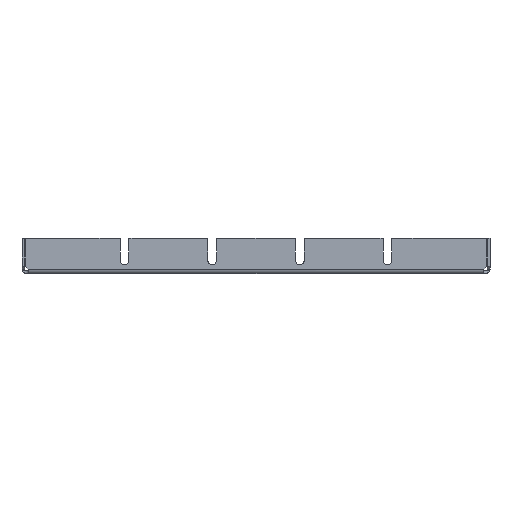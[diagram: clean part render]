
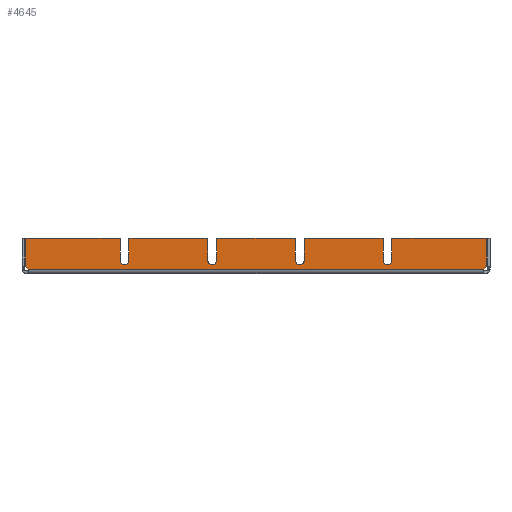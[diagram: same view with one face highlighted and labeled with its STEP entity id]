
A CAD part, left-side view. The second image highlights one B-rep face of the part: STEP entity #4645.
In plain terms, the highlighted planar face has unit normal (-1, 0, 0).
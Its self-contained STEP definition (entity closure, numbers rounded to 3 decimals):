
#14=DIRECTION('',(0.,-1.,0.));
#15=VECTOR('',#14,4.5);
#16=CARTESIAN_POINT('',(-13.355,2.25,0.));
#17=LINE('',#16,#15);
#22=DIRECTION('',(0.,-1.,0.));
#23=VECTOR('',#22,4.5);
#24=CARTESIAN_POINT('',(-13.355,7.25,0.));
#25=LINE('',#24,#23);
#46=DIRECTION('',(0.,-1.,0.));
#47=VECTOR('',#46,4.5);
#48=CARTESIAN_POINT('',(-13.355,-2.75,0.));
#49=LINE('',#48,#47);
#206=DIRECTION('',(0.,-1.,0.));
#207=VECTOR('',#206,5.42);
#208=CARTESIAN_POINT('',(-13.355,13.17,0.));
#209=LINE('',#208,#207);
#278=DIRECTION('',(0.,-1.,0.));
#279=VECTOR('',#278,5.42);
#280=CARTESIAN_POINT('',(-13.355,-7.75,0.));
#281=LINE('',#280,#279);
#330=DIRECTION('',(0.,0.,-1.));
#331=VECTOR('',#330,1.585);
#332=CARTESIAN_POINT('',(-13.355,13.17,0.));
#333=LINE('',#332,#331);
#334=DIRECTION('',(0.,0.,-1.));
#335=VECTOR('',#334,1.25);
#336=CARTESIAN_POINT('',(-13.355,7.75,0.));
#337=LINE('',#336,#335);
#338=CARTESIAN_POINT('',(-13.355,7.5,-1.25));
#339=DIRECTION('',(-1.,0.,0.));
#340=DIRECTION('',(0.,1.,0.));
#341=AXIS2_PLACEMENT_3D('',#338,#339,#340);
#343=DIRECTION('',(0.,0.,-1.));
#344=VECTOR('',#343,1.25);
#345=CARTESIAN_POINT('',(-13.355,7.25,0.));
#346=LINE('',#345,#344);
#347=DIRECTION('',(0.,0.,-1.));
#348=VECTOR('',#347,1.25);
#349=CARTESIAN_POINT('',(-13.355,2.75,0.));
#350=LINE('',#349,#348);
#351=CARTESIAN_POINT('',(-13.355,2.5,-1.25));
#352=DIRECTION('',(-1.,0.,0.));
#353=DIRECTION('',(0.,1.,0.));
#354=AXIS2_PLACEMENT_3D('',#351,#352,#353);
#356=DIRECTION('',(0.,0.,-1.));
#357=VECTOR('',#356,1.25);
#358=CARTESIAN_POINT('',(-13.355,2.25,0.));
#359=LINE('',#358,#357);
#360=DIRECTION('',(0.,0.,-1.));
#361=VECTOR('',#360,1.25);
#362=CARTESIAN_POINT('',(-13.355,-2.25,0.));
#363=LINE('',#362,#361);
#364=CARTESIAN_POINT('',(-13.355,-2.5,-1.25));
#365=DIRECTION('',(-1.,0.,0.));
#366=DIRECTION('',(0.,1.,0.));
#367=AXIS2_PLACEMENT_3D('',#364,#365,#366);
#369=DIRECTION('',(0.,0.,-1.));
#370=VECTOR('',#369,1.25);
#371=CARTESIAN_POINT('',(-13.355,-2.75,0.));
#372=LINE('',#371,#370);
#373=DIRECTION('',(0.,0.,-1.));
#374=VECTOR('',#373,1.25);
#375=CARTESIAN_POINT('',(-13.355,-7.25,0.));
#376=LINE('',#375,#374);
#377=CARTESIAN_POINT('',(-13.355,-7.5,-1.25));
#378=DIRECTION('',(-1.,0.,0.));
#379=DIRECTION('',(0.,1.,0.));
#380=AXIS2_PLACEMENT_3D('',#377,#378,#379);
#382=DIRECTION('',(0.,0.,-1.));
#383=VECTOR('',#382,1.25);
#384=CARTESIAN_POINT('',(-13.355,-7.75,0.));
#385=LINE('',#384,#383);
#386=DIRECTION('',(0.,0.,-1.));
#387=VECTOR('',#386,1.585);
#388=CARTESIAN_POINT('',(-13.355,-13.17,0.));
#389=LINE('',#388,#387);
#398=DIRECTION('',(0.,-0.707,-0.707));
#399=VECTOR('',#398,0.233);
#400=CARTESIAN_POINT('',(-13.355,13.17,-1.585));
#401=LINE('',#400,#399);
#429=DIRECTION('',(0.,-1.,0.));
#430=VECTOR('',#429,26.01);
#431=CARTESIAN_POINT('',(-13.355,13.005,-1.75));
#432=LINE('',#431,#430);
#2803=DIRECTION('',(0.,-0.707,0.707));
#2804=VECTOR('',#2803,0.233);
#2805=CARTESIAN_POINT('',(-13.355,-13.005,-1.75));
#2806=LINE('',#2805,#2804);
#3320=CARTESIAN_POINT('',(-13.355,2.25,0.));
#3322=VERTEX_POINT('',#3320);
#3324=CARTESIAN_POINT('',(-13.355,2.75,0.));
#3326=VERTEX_POINT('',#3324);
#3328=CARTESIAN_POINT('',(-13.355,-2.75,0.));
#3330=VERTEX_POINT('',#3328);
#3332=CARTESIAN_POINT('',(-13.355,-2.25,0.));
#3334=VERTEX_POINT('',#3332);
#3384=CARTESIAN_POINT('',(-13.355,7.25,0.));
#3385=VERTEX_POINT('',#3384);
#3504=CARTESIAN_POINT('',(-13.355,2.75,-1.25));
#3506=VERTEX_POINT('',#3504);
#3509=CARTESIAN_POINT('',(-13.355,2.25,-1.25));
#3511=VERTEX_POINT('',#3509);
#3512=CARTESIAN_POINT('',(-13.355,-2.25,-1.25));
#3514=VERTEX_POINT('',#3512);
#3517=CARTESIAN_POINT('',(-13.355,-2.75,-1.25));
#3519=VERTEX_POINT('',#3517);
#3552=CARTESIAN_POINT('',(-13.355,13.17,0.));
#3554=VERTEX_POINT('',#3552);
#3572=CARTESIAN_POINT('',(-13.355,-13.17,0.));
#3574=VERTEX_POINT('',#3572);
#3584=CARTESIAN_POINT('',(-13.355,7.75,0.));
#3585=VERTEX_POINT('',#3584);
#3600=CARTESIAN_POINT('',(-13.355,13.17,-1.585));
#3602=VERTEX_POINT('',#3600);
#3629=CARTESIAN_POINT('',(-13.355,-13.17,-1.585));
#3631=VERTEX_POINT('',#3629);
#3697=CARTESIAN_POINT('',(-13.355,13.005,-1.75));
#3699=VERTEX_POINT('',#3697);
#3724=CARTESIAN_POINT('',(-13.355,-13.005,-1.75));
#3726=VERTEX_POINT('',#3724);
#3918=CARTESIAN_POINT('',(-13.355,-7.75,0.));
#3920=VERTEX_POINT('',#3918);
#3922=CARTESIAN_POINT('',(-13.355,-7.25,0.));
#3924=VERTEX_POINT('',#3922);
#4118=CARTESIAN_POINT('',(-13.355,7.75,-1.25));
#4120=VERTEX_POINT('',#4118);
#4123=CARTESIAN_POINT('',(-13.355,7.25,-1.25));
#4125=VERTEX_POINT('',#4123);
#4126=CARTESIAN_POINT('',(-13.355,-7.25,-1.25));
#4128=VERTEX_POINT('',#4126);
#4131=CARTESIAN_POINT('',(-13.355,-7.75,-1.25));
#4133=VERTEX_POINT('',#4131);
#4602=CARTESIAN_POINT('',(-13.355,13.355,0.));
#4603=DIRECTION('',(-1.,0.,0.));
#4604=DIRECTION('',(0.,-1.,0.));
#4605=AXIS2_PLACEMENT_3D('',#4602,#4603,#4604);
#4606=PLANE('',#4605);
#4608=ORIENTED_EDGE('',*,*,#4607,.F.);
#4610=ORIENTED_EDGE('',*,*,#4609,.F.);
#4611=ORIENTED_EDGE('',*,*,#4441,.T.);
#4613=ORIENTED_EDGE('',*,*,#4612,.T.);
#4615=ORIENTED_EDGE('',*,*,#4614,.T.);
#4617=ORIENTED_EDGE('',*,*,#4616,.F.);
#4618=ORIENTED_EDGE('',*,*,#4261,.T.);
#4619=ORIENTED_EDGE('',*,*,#4594,.T.);
#4620=ORIENTED_EDGE('',*,*,#4583,.T.);
#4621=ORIENTED_EDGE('',*,*,#4568,.F.);
#4622=ORIENTED_EDGE('',*,*,#4249,.T.);
#4624=ORIENTED_EDGE('',*,*,#4623,.T.);
#4626=ORIENTED_EDGE('',*,*,#4625,.T.);
#4628=ORIENTED_EDGE('',*,*,#4627,.F.);
#4629=ORIENTED_EDGE('',*,*,#4281,.T.);
#4631=ORIENTED_EDGE('',*,*,#4630,.T.);
#4633=ORIENTED_EDGE('',*,*,#4632,.T.);
#4635=ORIENTED_EDGE('',*,*,#4634,.F.);
#4636=ORIENTED_EDGE('',*,*,#4517,.T.);
#4638=ORIENTED_EDGE('',*,*,#4637,.T.);
#4640=ORIENTED_EDGE('',*,*,#4639,.F.);
#4642=ORIENTED_EDGE('',*,*,#4641,.F.);
#4643=EDGE_LOOP('',(#4608,#4610,#4611,#4613,#4615,#4617,#4618,#4619,#4620,#4621,
#4622,#4624,#4626,#4628,#4629,#4631,#4633,#4635,#4636,#4638,#4640,#4642));
#4644=FACE_OUTER_BOUND('',#4643,.F.);
#342=CIRCLE('',#341,0.25);
#355=CIRCLE('',#354,0.25);
#368=CIRCLE('',#367,0.25);
#381=CIRCLE('',#380,0.25);
#4249=EDGE_CURVE('',#3322,#3334,#17,.T.);
#4261=EDGE_CURVE('',#3385,#3326,#25,.T.);
#4281=EDGE_CURVE('',#3330,#3924,#49,.T.);
#4441=EDGE_CURVE('',#3554,#3585,#209,.T.);
#4517=EDGE_CURVE('',#3920,#3574,#281,.T.);
#4568=EDGE_CURVE('',#3322,#3511,#359,.T.);
#4583=EDGE_CURVE('',#3506,#3511,#355,.T.);
#4594=EDGE_CURVE('',#3326,#3506,#350,.T.);
#4607=EDGE_CURVE('',#3602,#3699,#401,.T.);
#4609=EDGE_CURVE('',#3554,#3602,#333,.T.);
#4612=EDGE_CURVE('',#3585,#4120,#337,.T.);
#4614=EDGE_CURVE('',#4120,#4125,#342,.T.);
#4616=EDGE_CURVE('',#3385,#4125,#346,.T.);
#4623=EDGE_CURVE('',#3334,#3514,#363,.T.);
#4625=EDGE_CURVE('',#3514,#3519,#368,.T.);
#4627=EDGE_CURVE('',#3330,#3519,#372,.T.);
#4630=EDGE_CURVE('',#3924,#4128,#376,.T.);
#4632=EDGE_CURVE('',#4128,#4133,#381,.T.);
#4634=EDGE_CURVE('',#3920,#4133,#385,.T.);
#4637=EDGE_CURVE('',#3574,#3631,#389,.T.);
#4639=EDGE_CURVE('',#3726,#3631,#2806,.T.);
#4641=EDGE_CURVE('',#3699,#3726,#432,.T.);
#4645=ADVANCED_FACE('',(#4644),#4606,.T.);
